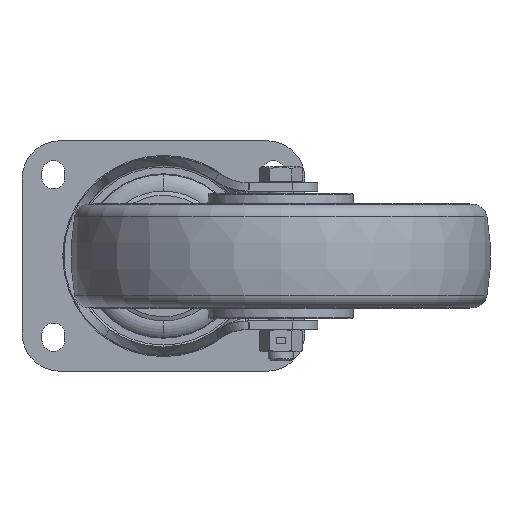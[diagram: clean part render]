
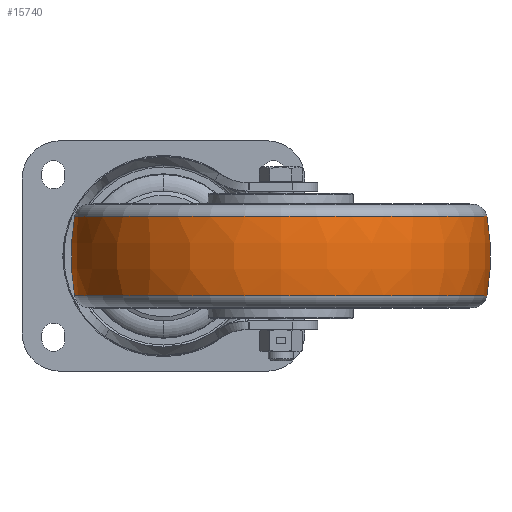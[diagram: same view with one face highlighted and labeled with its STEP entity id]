
A CAD part, front view. The second image highlights one B-rep face of the part: STEP entity #15740.
In plain terms, the highlighted toroidal (fillet/blend) face has major radius 10 mm and minor radius 110 mm.
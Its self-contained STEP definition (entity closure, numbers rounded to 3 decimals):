
#30 = EDGE_CURVE ( 'NONE', #4405, #12818, #10091, .T. ) ;
#78 = DIRECTION ( 'NONE',  ( 1., 0., 0. ) ) ;
#95 = FACE_OUTER_BOUND ( 'NONE', #1528, .T. ) ;
#342 = VERTEX_POINT ( 'NONE', #9253 ) ;
#1268 = AXIS2_PLACEMENT_3D ( 'NONE', #4755, #14389, #6173 ) ;
#1528 = EDGE_LOOP ( 'NONE', ( #3271, #11524, #3647, #13001 ) ) ;
#2706 = AXIS2_PLACEMENT_3D ( 'NONE', #15221, #7003, #16613 ) ;
#3271 = ORIENTED_EDGE ( 'NONE', *, *, #11995, .T. ) ;
#3647 = ORIENTED_EDGE ( 'NONE', *, *, #30, .F. ) ;
#4081 = DIRECTION ( 'NONE',  ( 0., 0., -1. ) ) ;
#4405 = VERTEX_POINT ( 'NONE', #15985 ) ;
#4665 = CIRCLE ( 'NONE', #8901, 110. ) ;
#4755 = CARTESIAN_POINT ( 'NONE',  ( 56., -145., 18.854 ) ) ;
#6173 = DIRECTION ( 'NONE',  ( 1., 0., 0. ) ) ;
#6850 = CIRCLE ( 'NONE', #1268, 98.372 ) ;
#7003 = DIRECTION ( 'NONE',  ( 0., 1., 0. ) ) ;
#7727 = CIRCLE ( 'NONE', #2706, 110. ) ;
#8055 = DIRECTION ( 'NONE',  ( 0., 0., -1. ) ) ;
#8426 = DIRECTION ( 'NONE',  ( 0., -1., 0. ) ) ;
#8901 = AXIS2_PLACEMENT_3D ( 'NONE', #16623, #8426, #78 ) ;
#9253 = CARTESIAN_POINT ( 'NONE',  ( 154.372, -145., 18.854 ) ) ;
#10091 = CIRCLE ( 'NONE', #16892, 98.372 ) ;
#11524 = ORIENTED_EDGE ( 'NONE', *, *, #12911, .T. ) ;
#11995 = EDGE_CURVE ( 'NONE', #342, #13933, #6850, .T. ) ;
#12818 = VERTEX_POINT ( 'NONE', #16332 ) ;
#12911 = EDGE_CURVE ( 'NONE', #13933, #12818, #4665, .T. ) ;
#13001 = ORIENTED_EDGE ( 'NONE', *, *, #15795, .F. ) ;
#13742 = DIRECTION ( 'NONE',  ( 1., 0., 0. ) ) ;
#13933 = VERTEX_POINT ( 'NONE', #14002 ) ;
#14002 = CARTESIAN_POINT ( 'NONE',  ( -42.372, -145., 18.854 ) ) ;
#14389 = DIRECTION ( 'NONE',  ( 0., 0., -1. ) ) ;
#15221 = CARTESIAN_POINT ( 'NONE',  ( 46., -145., 0. ) ) ;
#15440 = TOROIDAL_SURFACE ( 'NONE', #17806, -10., 110. ) ;
#15740 = ADVANCED_FACE ( 'NONE', ( #95 ), #15440, .T. ) ;
#15795 = EDGE_CURVE ( 'NONE', #342, #4405, #7727, .T. ) ;
#15985 = CARTESIAN_POINT ( 'NONE',  ( 154.372, -145., -18.854 ) ) ;
#16271 = DIRECTION ( 'NONE',  ( 1., 0., 0. ) ) ;
#16332 = CARTESIAN_POINT ( 'NONE',  ( -42.372, -145., -18.854 ) ) ;
#16433 = CARTESIAN_POINT ( 'NONE',  ( 56., -145., 0. ) ) ;
#16613 = DIRECTION ( 'NONE',  ( -1., 0., 0. ) ) ;
#16623 = CARTESIAN_POINT ( 'NONE',  ( 66., -145., 0. ) ) ;
#16892 = AXIS2_PLACEMENT_3D ( 'NONE', #17619, #8055, #16271 ) ;
#17619 = CARTESIAN_POINT ( 'NONE',  ( 56., -145., -18.854 ) ) ;
#17806 = AXIS2_PLACEMENT_3D ( 'NONE', #16433, #4081, #13742 ) ;
